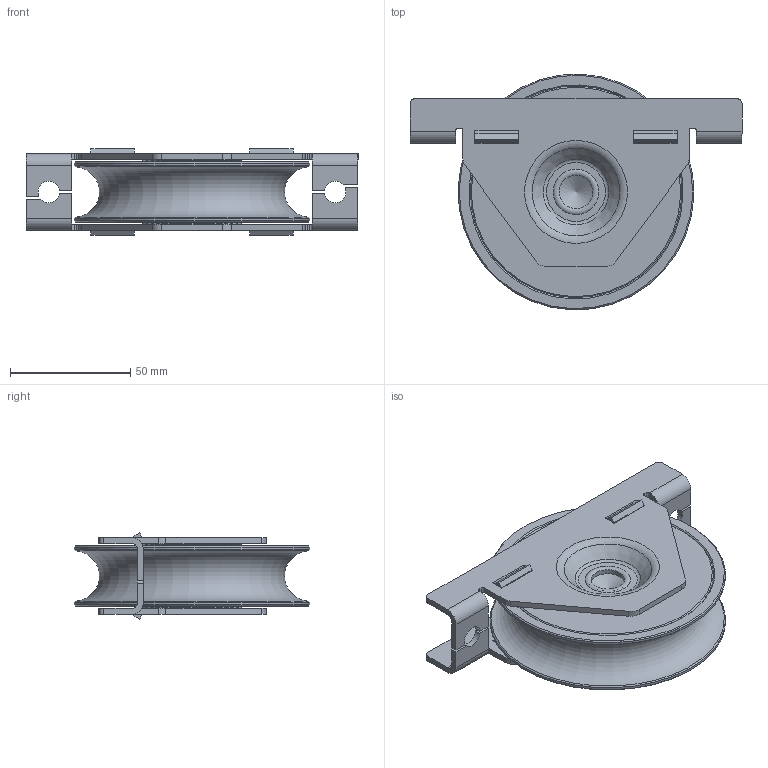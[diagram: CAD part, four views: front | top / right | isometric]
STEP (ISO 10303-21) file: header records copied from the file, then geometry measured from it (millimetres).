
FILE_DESCRIPTION(/* description */ (''),/* implementation_level */ '2;1');
FILE_NAME(/* name */ '22100R21X.stp',/* time_stamp */ '2019-08-05T14:06:59+02:00',/* author */ ('Marc'),/* organization */ (''),/* preprocessor_version */ 'ST-DEVELOPER v17.2',/* originating_system */ 'Autodesk Inventor 2019',/* authorisation */ '');
FILE_SCHEMA (('AUTOMOTIVE_DESIGN { 1 0 10303 214 3 1 1 }'));
Length unit declared in the file: millimetre
Products named in the file (5): 22100R21X; 22686; 20219; 20221; 09169
Assembly tree (5 placements, depth 2):
  22100R21X
    22686
    20219  x2
    20221
    09169
Bounding box: 138 x 97.94 x 36.02 mm (x, y, z)
Volume: 148227.9 mm3; surface area: 67401.7 mm2
Topology: 11 solids, 12 shells, 212 faces, 599 edges, 412 vertices
Faces by surface type: plane 107, cylinder 61, torus 26, cone 12, sphere 6
Full cylindrical faces by diameter (mm): 13.9 x1, 16.9 x1, 17 x1, 17.2 x2, 22 x1, 26.78 x4, 37.22 x4, 41 x1, 47 x2, 47.4 x1, 52 x1, 98 x2
Entity records: 4951 total; most frequent: DIRECTION 899, CARTESIAN_POINT 828, ORIENTED_EDGE 772, EDGE_CURVE 386, AXIS2_PLACEMENT_3D 363, VERTEX_POINT 292, CIRCLE 213, EDGE_LOOP 176
